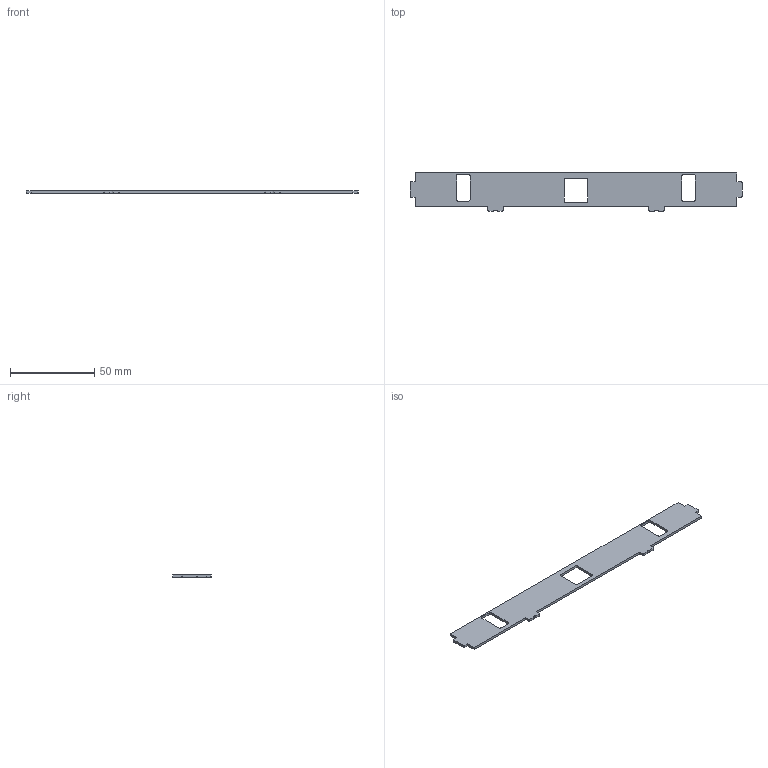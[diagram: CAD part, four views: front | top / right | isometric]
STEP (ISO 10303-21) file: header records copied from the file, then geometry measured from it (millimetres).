
FILE_DESCRIPTION(/* description */ (''),/* implementation_level */ '2;1');
FILE_NAME(/* name */ 'BotPlate10.00u.step',/* time_stamp */ '2023-06-29T12:12:24+03:00',/* author */ (''),/* organization */ (''),/* preprocessor_version */ 'ST-DEVELOPER v19.2',/* originating_system */ 'Autodesk Translation Framework v12.6.0.85',/* authorisation */ '');
FILE_SCHEMA (('AUTOMOTIVE_DESIGN { 1 0 10303 214 3 1 1 }'));
Length unit declared in the file: millimetre
Products named in the file (1): BotPlate10.00u
Bounding box: 196.49 x 22.78 x 1.5 mm (x, y, z)
Volume: 5123.6 mm3; surface area: 7718.4 mm2
Topology: 1 solids, 1 shells, 60 faces, 174 edges, 116 vertices
Faces by surface type: plane 38, cylinder 22
Entity records: 2034 total; most frequent: CARTESIAN_POINT 351, ORIENTED_EDGE 348, DIRECTION 340, EDGE_CURVE 174, LINE 130, VECTOR 130, VERTEX_POINT 116, AXIS2_PLACEMENT_3D 105
